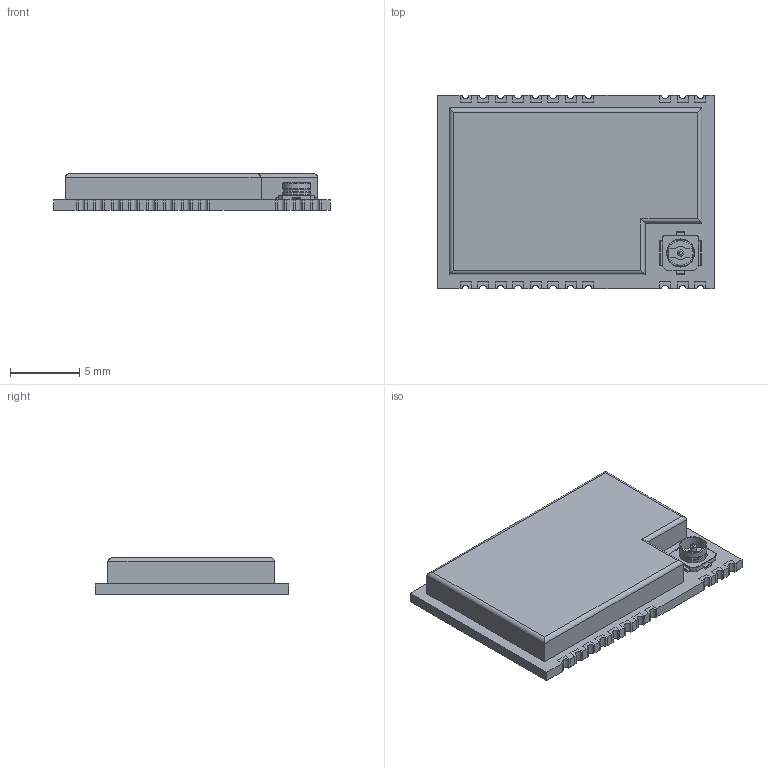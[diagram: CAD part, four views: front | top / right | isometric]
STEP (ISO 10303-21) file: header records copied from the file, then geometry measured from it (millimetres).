
FILE_DESCRIPTION(/* description */ (''),/* implementation_level */ '2;1');
FILE_NAME(/* name */ 'E07-900M10S.step',/* time_stamp */ '2023-07-22T11:32:06+02:00',/* author */ (''),/* organization */ (''),/* preprocessor_version */ 'ST-DEVELOPER v18.1',/* originating_system */ 'Autodesk Translation Framework v10.14.0.1471',/* authorisation */ '');
FILE_SCHEMA (('AUTOMOTIVE_DESIGN { 1 0 10303 214 3 1 1 }'));
Length unit declared in the file: millimetre
Products named in the file (2): E07-900M10S; u.Fl Antenna Connector - 523-A-1JB
Assembly tree (1 placements, depth 2):
  E07-900M10S
    u.Fl Antenna Connector - 523-A-1JB
Bounding box: 20 x 14 x 2.65 mm (x, y, z)
Volume: 600.8 mm3; surface area: 1255.7 mm2
Topology: 29 solids, 29 shells, 443 faces, 1129 edges, 747 vertices
Faces by surface type: plane 385, cylinder 51, torus 4, cone 3
Full cylindrical faces by diameter (mm): 0.45 x1, 1.8 x1, 1.95 x1, 2 x2
Entity records: 13304 total; most frequent: CARTESIAN_POINT 2322, ORIENTED_EDGE 2258, DIRECTION 2128, EDGE_CURVE 1129, LINE 1022, VECTOR 1022, VERTEX_POINT 747, AXIS2_PLACEMENT_3D 553
